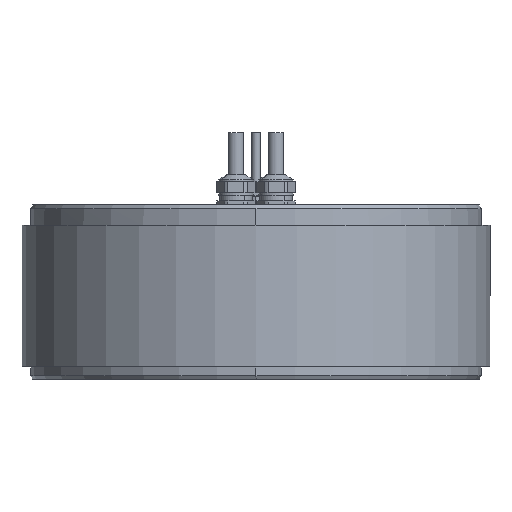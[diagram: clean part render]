
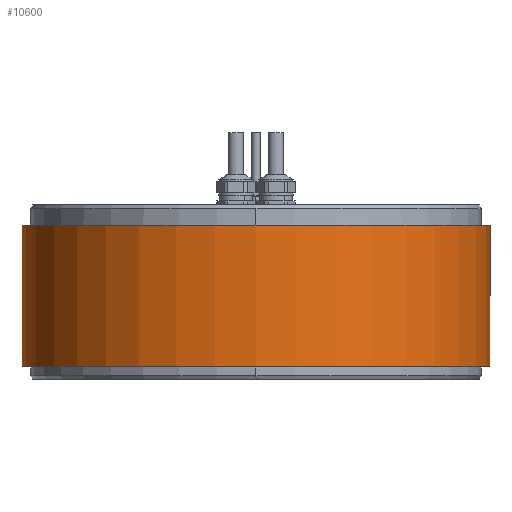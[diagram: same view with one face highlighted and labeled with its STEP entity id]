
A CAD part, front view. The second image highlights one B-rep face of the part: STEP entity #10600.
In plain terms, the highlighted cylindrical face has radius 161 mm (diameter 322 mm), a partial arc.
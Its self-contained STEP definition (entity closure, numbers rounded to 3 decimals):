
#2540=CARTESIAN_POINT('',(0.,0.,-14.1));
#2541=DIRECTION('',(0.,0.,1.));
#2542=DIRECTION('',(-0.183,0.983,0.));
#2543=AXIS2_PLACEMENT_3D('',#2540,#2541,#2542);
#2545=DIRECTION('',(0.,0.,1.));
#2546=VECTOR('',#2545,96.8);
#2547=CARTESIAN_POINT('',(29.5,158.274,-110.9));
#2548=LINE('',#2547,#2546);
#2549=CARTESIAN_POINT('',(0.,0.,-110.9));
#2550=DIRECTION('',(0.,0.,-1.));
#2551=DIRECTION('',(0.183,0.983,0.));
#2552=AXIS2_PLACEMENT_3D('',#2549,#2550,#2551);
#2554=DIRECTION('',(0.,0.,1.));
#2555=VECTOR('',#2554,96.8);
#2556=CARTESIAN_POINT('',(-29.5,158.274,-110.9));
#2557=LINE('',#2556,#2555);
#5554=CARTESIAN_POINT('',(-29.5,158.274,-110.9));
#5555=CARTESIAN_POINT('',(29.5,158.274,-110.9));
#5556=VERTEX_POINT('',#5554);
#5557=VERTEX_POINT('',#5555);
#5558=CARTESIAN_POINT('',(-29.5,158.274,-14.1));
#5559=CARTESIAN_POINT('',(29.5,158.274,-14.1));
#5560=VERTEX_POINT('',#5558);
#5561=VERTEX_POINT('',#5559);
#10589=CARTESIAN_POINT('',(0.,0.,-9.26));
#10590=DIRECTION('',(0.,0.,-1.));
#10591=DIRECTION('',(1.,0.,0.));
#10592=AXIS2_PLACEMENT_3D('',#10589,#10590,#10591);
#10593=CYLINDRICAL_SURFACE('',#10592,161.);
#10594=ORIENTED_EDGE('',*,*,#10538,.T.);
#10595=ORIENTED_EDGE('',*,*,#10554,.F.);
#10596=ORIENTED_EDGE('',*,*,#10578,.T.);
#10597=ORIENTED_EDGE('',*,*,#10557,.T.);
#10598=EDGE_LOOP('',(#10594,#10595,#10596,#10597));
#10599=FACE_OUTER_BOUND('',#10598,.F.);
#10600=ADVANCED_FACE('',(#10599),#10593,.T.);
#2544=CIRCLE('',#2543,161.);
#2553=CIRCLE('',#2552,161.);
#10538=EDGE_CURVE('',#5560,#5561,#2544,.T.);
#10554=EDGE_CURVE('',#5557,#5561,#2548,.T.);
#10557=EDGE_CURVE('',#5556,#5560,#2557,.T.);
#10578=EDGE_CURVE('',#5557,#5556,#2553,.T.);
